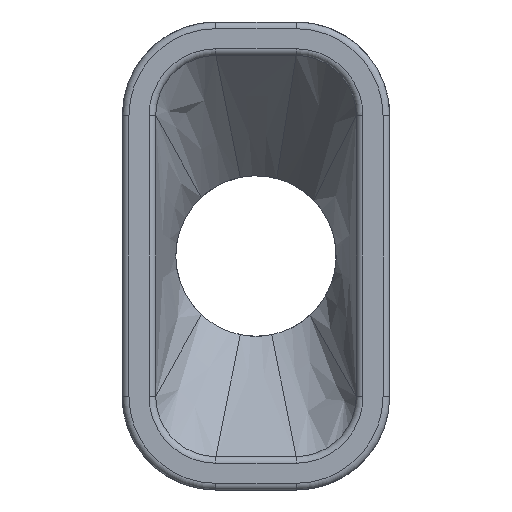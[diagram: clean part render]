
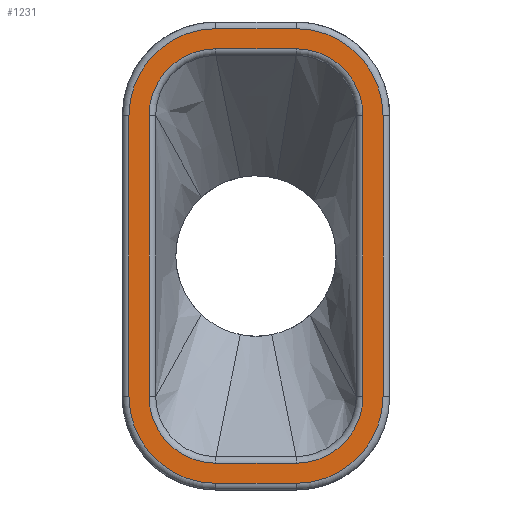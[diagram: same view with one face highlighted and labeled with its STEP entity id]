
A CAD part, left-side view. The second image highlights one B-rep face of the part: STEP entity #1231.
In plain terms, the highlighted planar face has unit normal (-1, 0, 0).
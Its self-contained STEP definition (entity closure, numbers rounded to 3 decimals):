
#29=FACE_BOUND('',#298,.T.);
#35=PLANE('',#1332);
#73=LINE('',#2668,#125);
#74=LINE('',#2676,#126);
#76=LINE('',#2686,#128);
#78=LINE('',#2695,#130);
#82=LINE('',#2708,#134);
#83=LINE('',#2712,#135);
#84=LINE('',#2716,#136);
#85=LINE('',#2719,#137);
#125=VECTOR('',#1494,0.6);
#126=VECTOR('',#1505,2.1);
#128=VECTOR('',#1517,0.6);
#130=VECTOR('',#1529,2.1);
#134=VECTOR('',#1545,0.6);
#135=VECTOR('',#1548,2.1);
#136=VECTOR('',#1551,0.6);
#137=VECTOR('',#1554,2.1);
#214=FACE_OUTER_BOUND('',#297,.T.);
#297=EDGE_LOOP('',(#944,#945,#946,#947,#948,#949,#950,#951));
#298=EDGE_LOOP('',(#952,#953,#954,#955,#956,#957,#958,#959));
#411=CIRCLE('',#1308,0.65);
#416=CIRCLE('',#1315,0.65);
#419=CIRCLE('',#1320,0.65);
#423=CIRCLE('',#1326,0.65);
#424=CIRCLE('',#1333,0.5);
#425=CIRCLE('',#1334,0.5);
#426=CIRCLE('',#1335,0.5);
#427=CIRCLE('',#1336,0.5);
#510=VERTEX_POINT('',#2659);
#511=VERTEX_POINT('',#2661);
#512=VERTEX_POINT('',#2666);
#513=VERTEX_POINT('',#2670);
#514=VERTEX_POINT('',#2674);
#515=VERTEX_POINT('',#2678);
#516=VERTEX_POINT('',#2682);
#518=VERTEX_POINT('',#2688);
#520=VERTEX_POINT('',#2704);
#521=VERTEX_POINT('',#2705);
#522=VERTEX_POINT('',#2707);
#523=VERTEX_POINT('',#2709);
#524=VERTEX_POINT('',#2711);
#525=VERTEX_POINT('',#2713);
#526=VERTEX_POINT('',#2715);
#527=VERTEX_POINT('',#2717);
#646=EDGE_CURVE('',#510,#511,#411,.T.);
#650=EDGE_CURVE('',#511,#512,#73,.T.);
#652=EDGE_CURVE('',#512,#513,#416,.T.);
#654=EDGE_CURVE('',#513,#514,#74,.T.);
#656=EDGE_CURVE('',#514,#515,#419,.T.);
#659=EDGE_CURVE('',#515,#516,#76,.T.);
#662=EDGE_CURVE('',#516,#518,#423,.T.);
#664=EDGE_CURVE('',#518,#510,#78,.T.);
#668=EDGE_CURVE('',#520,#521,#424,.T.);
#669=EDGE_CURVE('',#522,#520,#82,.T.);
#670=EDGE_CURVE('',#523,#522,#425,.T.);
#671=EDGE_CURVE('',#524,#523,#83,.T.);
#672=EDGE_CURVE('',#525,#524,#426,.T.);
#673=EDGE_CURVE('',#526,#525,#84,.T.);
#674=EDGE_CURVE('',#527,#526,#427,.T.);
#675=EDGE_CURVE('',#521,#527,#85,.T.);
#944=ORIENTED_EDGE('',*,*,#646,.F.);
#945=ORIENTED_EDGE('',*,*,#664,.F.);
#946=ORIENTED_EDGE('',*,*,#662,.F.);
#947=ORIENTED_EDGE('',*,*,#659,.F.);
#948=ORIENTED_EDGE('',*,*,#656,.F.);
#949=ORIENTED_EDGE('',*,*,#654,.F.);
#950=ORIENTED_EDGE('',*,*,#652,.F.);
#951=ORIENTED_EDGE('',*,*,#650,.F.);
#952=ORIENTED_EDGE('',*,*,#668,.F.);
#953=ORIENTED_EDGE('',*,*,#669,.F.);
#954=ORIENTED_EDGE('',*,*,#670,.F.);
#955=ORIENTED_EDGE('',*,*,#671,.F.);
#956=ORIENTED_EDGE('',*,*,#672,.F.);
#957=ORIENTED_EDGE('',*,*,#673,.F.);
#958=ORIENTED_EDGE('',*,*,#674,.F.);
#959=ORIENTED_EDGE('',*,*,#675,.F.);
#1231=ADVANCED_FACE('',(#214,#29),#35,.F.);
#1308=AXIS2_PLACEMENT_3D('',#2662,#1484,#1485);
#1315=AXIS2_PLACEMENT_3D('',#2672,#1499,#1500);
#1320=AXIS2_PLACEMENT_3D('',#2680,#1510,#1511);
#1326=AXIS2_PLACEMENT_3D('',#2692,#1524,#1525);
#1332=AXIS2_PLACEMENT_3D('',#2703,#1541,#1542);
#1333=AXIS2_PLACEMENT_3D('',#2706,#1543,#1544);
#1334=AXIS2_PLACEMENT_3D('',#2710,#1546,#1547);
#1335=AXIS2_PLACEMENT_3D('',#2714,#1549,#1550);
#1336=AXIS2_PLACEMENT_3D('',#2718,#1552,#1553);
#1484=DIRECTION('center_axis',(1.,0.,0.));
#1485=DIRECTION('ref_axis',(0.,0.707,0.707));
#1494=DIRECTION('',(0.,-1.,0.));
#1499=DIRECTION('center_axis',(1.,0.,0.));
#1500=DIRECTION('ref_axis',(0.,-0.707,0.707));
#1505=DIRECTION('',(0.,0.,-1.));
#1510=DIRECTION('center_axis',(1.,0.,0.));
#1511=DIRECTION('ref_axis',(0.,-0.707,-0.707));
#1517=DIRECTION('',(0.,1.,0.));
#1524=DIRECTION('center_axis',(1.,0.,0.));
#1525=DIRECTION('ref_axis',(0.,0.707,-0.707));
#1529=DIRECTION('',(0.,0.,1.));
#1541=DIRECTION('center_axis',(1.,0.,0.));
#1542=DIRECTION('ref_axis',(0.,0.,-1.));
#1543=DIRECTION('center_axis',(-1.,0.,0.));
#1544=DIRECTION('ref_axis',(0.,0.707,0.707));
#1545=DIRECTION('',(0.,1.,0.));
#1546=DIRECTION('center_axis',(-1.,0.,0.));
#1547=DIRECTION('ref_axis',(0.,-0.707,0.707));
#1548=DIRECTION('',(0.,0.,1.));
#1549=DIRECTION('center_axis',(-1.,0.,0.));
#1550=DIRECTION('ref_axis',(0.,-0.707,-0.707));
#1551=DIRECTION('',(0.,-1.,0.));
#1552=DIRECTION('center_axis',(-1.,0.,0.));
#1553=DIRECTION('ref_axis',(0.,0.707,-0.707));
#1554=DIRECTION('',(0.,0.,-1.));
#2659=CARTESIAN_POINT('',(-15.,0.95,1.05));
#2661=CARTESIAN_POINT('',(-15.,0.3,1.7));
#2662=CARTESIAN_POINT('Origin',(-15.,0.3,1.05));
#2666=CARTESIAN_POINT('',(-15.,-0.3,1.7));
#2668=CARTESIAN_POINT('',(-15.,0.15,1.7));
#2670=CARTESIAN_POINT('',(-15.,-0.95,1.05));
#2672=CARTESIAN_POINT('Origin',(-15.,-0.3,1.05));
#2674=CARTESIAN_POINT('',(-15.,-0.95,-1.05));
#2676=CARTESIAN_POINT('',(-15.,-0.95,0.525));
#2678=CARTESIAN_POINT('',(-15.,-0.3,-1.7));
#2680=CARTESIAN_POINT('Origin',(-15.,-0.3,-1.05));
#2682=CARTESIAN_POINT('',(-15.,0.3,-1.7));
#2686=CARTESIAN_POINT('',(-15.,-0.15,-1.7));
#2688=CARTESIAN_POINT('',(-15.,0.95,-1.05));
#2692=CARTESIAN_POINT('Origin',(-15.,0.3,-1.05));
#2695=CARTESIAN_POINT('',(-15.,0.95,-0.525));
#2703=CARTESIAN_POINT('Origin',(-15.,0.,0.));
#2704=CARTESIAN_POINT('',(-15.,0.3,1.55));
#2705=CARTESIAN_POINT('',(-15.,0.8,1.05));
#2706=CARTESIAN_POINT('Origin',(-15.,0.3,1.05));
#2707=CARTESIAN_POINT('',(-15.,-0.3,1.55));
#2708=CARTESIAN_POINT('',(-15.,0.15,1.55));
#2709=CARTESIAN_POINT('',(-15.,-0.8,1.05));
#2710=CARTESIAN_POINT('Origin',(-15.,-0.3,1.05));
#2711=CARTESIAN_POINT('',(-15.,-0.8,-1.05));
#2712=CARTESIAN_POINT('',(-15.,-0.8,0.525));
#2713=CARTESIAN_POINT('',(-15.,-0.3,-1.55));
#2714=CARTESIAN_POINT('Origin',(-15.,-0.3,-1.05));
#2715=CARTESIAN_POINT('',(-15.,0.3,-1.55));
#2716=CARTESIAN_POINT('',(-15.,-0.15,-1.55));
#2717=CARTESIAN_POINT('',(-15.,0.8,-1.05));
#2718=CARTESIAN_POINT('Origin',(-15.,0.3,-1.05));
#2719=CARTESIAN_POINT('',(-15.,0.8,-0.525));
